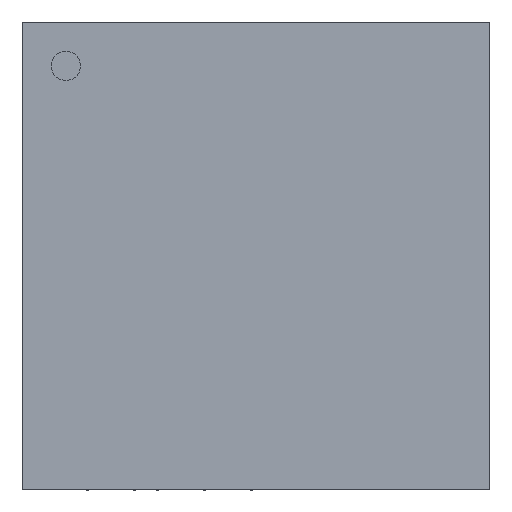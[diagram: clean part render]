
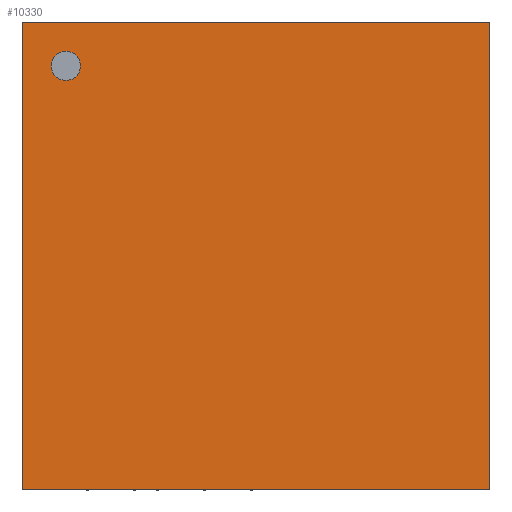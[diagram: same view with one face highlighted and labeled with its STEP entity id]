
A CAD part, top view. The second image highlights one B-rep face of the part: STEP entity #10330.
In plain terms, the highlighted planar face has unit normal (0, 0, 1).
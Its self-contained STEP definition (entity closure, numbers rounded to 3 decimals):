
#180 = ORIENTED_EDGE ( 'NONE', *, *, #11149, .T. ) ;
#957 = CARTESIAN_POINT ( 'NONE',  ( 1., 7.25, 0.95 ) ) ;
#1000 = CARTESIAN_POINT ( 'NONE',  ( 0.5, 7.25, 0.95 ) ) ;
#1250 = PLANE ( 'NONE',  #5310 ) ;
#1368 = CARTESIAN_POINT ( 'NONE',  ( 0., 0., 0.95 ) ) ;
#1567 = CARTESIAN_POINT ( 'NONE',  ( 0., 8., 0.95 ) ) ;
#1896 = VECTOR ( 'NONE', #10657, 1000. ) ;
#2120 = CARTESIAN_POINT ( 'NONE',  ( 0., 0., 0.95 ) ) ;
#2166 = EDGE_LOOP ( 'NONE', ( #16960, #180, #4479, #8655 ) ) ;
#2827 = DIRECTION ( 'NONE',  ( -1., 0., 0. ) ) ;
#3078 = CARTESIAN_POINT ( 'NONE',  ( 8., 8., 0.95 ) ) ;
#3391 = AXIS2_PLACEMENT_3D ( 'NONE', #4615, #14935, #6128 ) ;
#3580 = LINE ( 'NONE', #17868, #10962 ) ;
#4026 = CARTESIAN_POINT ( 'NONE',  ( 0.75, 7.25, 0.95 ) ) ;
#4212 = EDGE_CURVE ( 'NONE', #17988, #9149, #18480, .T. ) ;
#4406 = ORIENTED_EDGE ( 'NONE', *, *, #8887, .F. ) ;
#4479 = ORIENTED_EDGE ( 'NONE', *, *, #10530, .T. ) ;
#4615 = CARTESIAN_POINT ( 'NONE',  ( 0.75, 7.25, 0.95 ) ) ;
#5310 = AXIS2_PLACEMENT_3D ( 'NONE', #1368, #11657, #2827 ) ;
#6128 = DIRECTION ( 'NONE',  ( 1., 0., 0. ) ) ;
#6166 = CARTESIAN_POINT ( 'NONE',  ( 0., 0., 0.95 ) ) ;
#6170 = FACE_OUTER_BOUND ( 'NONE', #2166, .T. ) ;
#6195 = VERTEX_POINT ( 'NONE', #15656 ) ;
#6402 = EDGE_LOOP ( 'NONE', ( #4406, #14461 ) ) ;
#6733 = EDGE_CURVE ( 'NONE', #13302, #17988, #12939, .T. ) ;
#6804 = DIRECTION ( 'NONE',  ( -1., 0., 0. ) ) ;
#7608 = DIRECTION ( 'NONE',  ( 0., 1., 0. ) ) ;
#8655 = ORIENTED_EDGE ( 'NONE', *, *, #6733, .T. ) ;
#8887 = EDGE_CURVE ( 'NONE', #17277, #16408, #9787, .T. ) ;
#9053 = VECTOR ( 'NONE', #6804, 1000. ) ;
#9149 = VERTEX_POINT ( 'NONE', #15693 ) ;
#9608 = FACE_BOUND ( 'NONE', #6402, .T. ) ;
#9787 = CIRCLE ( 'NONE', #3391, 0.25 ) ;
#10330 = ADVANCED_FACE ( 'NONE', ( #9608, #6170 ), #1250, .F. ) ;
#10530 = EDGE_CURVE ( 'NONE', #6195, #13302, #3580, .T. ) ;
#10657 = DIRECTION ( 'NONE',  ( 1., 0., 0. ) ) ;
#10962 = VECTOR ( 'NONE', #7608, 1000. ) ;
#11105 = CIRCLE ( 'NONE', #18767, 0.25 ) ;
#11149 = EDGE_CURVE ( 'NONE', #9149, #6195, #13655, .T. ) ;
#11282 = DIRECTION ( 'NONE',  ( 0., -1., 0. ) ) ;
#11657 = DIRECTION ( 'NONE',  ( 0., 0., -1. ) ) ;
#12939 = LINE ( 'NONE', #18152, #9053 ) ;
#12987 = VECTOR ( 'NONE', #11282, 1000. ) ;
#13302 = VERTEX_POINT ( 'NONE', #3078 ) ;
#13655 = LINE ( 'NONE', #6166, #1896 ) ;
#14044 = EDGE_CURVE ( 'NONE', #16408, #17277, #11105, .T. ) ;
#14347 = DIRECTION ( 'NONE',  ( 0., 0., 1. ) ) ;
#14461 = ORIENTED_EDGE ( 'NONE', *, *, #14044, .F. ) ;
#14935 = DIRECTION ( 'NONE',  ( 0., 0., 1. ) ) ;
#15656 = CARTESIAN_POINT ( 'NONE',  ( 8., 0., 0.95 ) ) ;
#15693 = CARTESIAN_POINT ( 'NONE',  ( 0., 0., 0.95 ) ) ;
#16408 = VERTEX_POINT ( 'NONE', #1000 ) ;
#16960 = ORIENTED_EDGE ( 'NONE', *, *, #4212, .T. ) ;
#17277 = VERTEX_POINT ( 'NONE', #957 ) ;
#17659 = DIRECTION ( 'NONE',  ( 1., 0., 0. ) ) ;
#17868 = CARTESIAN_POINT ( 'NONE',  ( 8., 0., 0.95 ) ) ;
#17988 = VERTEX_POINT ( 'NONE', #1567 ) ;
#18152 = CARTESIAN_POINT ( 'NONE',  ( 0., 8., 0.95 ) ) ;
#18480 = LINE ( 'NONE', #2120, #12987 ) ;
#18767 = AXIS2_PLACEMENT_3D ( 'NONE', #4026, #14347, #17659 ) ;
